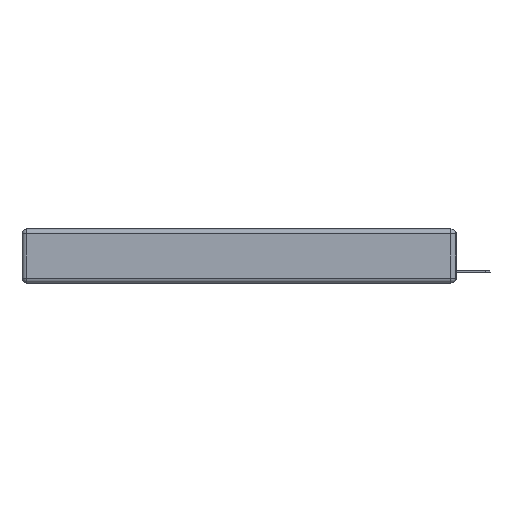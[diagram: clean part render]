
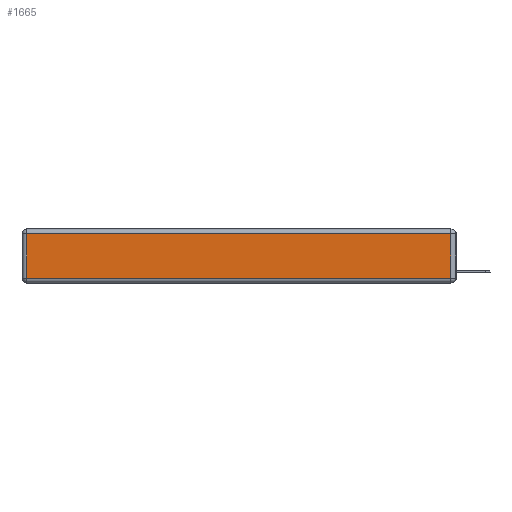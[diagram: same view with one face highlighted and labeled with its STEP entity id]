
A CAD part, left-side view. The second image highlights one B-rep face of the part: STEP entity #1665.
In plain terms, the highlighted planar face has unit normal (-1, 0, 0).
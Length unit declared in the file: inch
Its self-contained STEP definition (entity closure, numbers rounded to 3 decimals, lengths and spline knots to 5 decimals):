
#74 = DIRECTION ( 'NONE',  ( -1., 0., 0. ) ) ;
#217 = VECTOR ( 'NONE', #2323, 39.37008 ) ;
#1313 = DIRECTION ( 'NONE',  ( 0., -1., 0. ) ) ;
#1599 = DIRECTION ( 'NONE',  ( 0., 1., 0. ) ) ;
#1665 = ADVANCED_FACE ( 'NONE', ( #13944 ), #2939, .T. ) ;
#1793 = ORIENTED_EDGE ( 'NONE', *, *, #5070, .T. ) ;
#2323 = DIRECTION ( 'NONE',  ( 0., 0., -1. ) ) ;
#2690 = LINE ( 'NONE', #8334, #5132 ) ;
#2939 = PLANE ( 'NONE',  #5974 ) ;
#3856 = VERTEX_POINT ( 'NONE', #5838 ) ;
#4261 = VERTEX_POINT ( 'NONE', #12033 ) ;
#4288 = EDGE_CURVE ( 'NONE', #4261, #3856, #14896, .T. ) ;
#5070 = EDGE_CURVE ( 'NONE', #16655, #6354, #10959, .T. ) ;
#5124 = DIRECTION ( 'NONE',  ( 0., 0., 1. ) ) ;
#5132 = VECTOR ( 'NONE', #1599, 39.37008 ) ;
#5525 = CARTESIAN_POINT ( 'NONE',  ( 0., 0., -0.343 ) ) ;
#5838 = CARTESIAN_POINT ( 'NONE',  ( 0., 2.72, -0.313 ) ) ;
#5974 = AXIS2_PLACEMENT_3D ( 'NONE', #5525, #74, #11178 ) ;
#6354 = VERTEX_POINT ( 'NONE', #7714 ) ;
#6504 = CARTESIAN_POINT ( 'NONE',  ( 0., 0.03, -0.343 ) ) ;
#7699 = CARTESIAN_POINT ( 'NONE',  ( 0., 0.03, -0.313 ) ) ;
#7714 = CARTESIAN_POINT ( 'NONE',  ( 0., 0.03, -0.03 ) ) ;
#8334 = CARTESIAN_POINT ( 'NONE',  ( 0., 2.75, -0.03 ) ) ;
#8460 = EDGE_LOOP ( 'NONE', ( #11232, #1793, #17819, #12698 ) ) ;
#8634 = VECTOR ( 'NONE', #1313, 39.37008 ) ;
#9347 = CARTESIAN_POINT ( 'NONE',  ( 0., 2.72, -0.343 ) ) ;
#9887 = EDGE_CURVE ( 'NONE', #3856, #16655, #16931, .T. ) ;
#10959 = LINE ( 'NONE', #6504, #13472 ) ;
#11178 = DIRECTION ( 'NONE',  ( 0., 0., 1. ) ) ;
#11232 = ORIENTED_EDGE ( 'NONE', *, *, #9887, .T. ) ;
#12033 = CARTESIAN_POINT ( 'NONE',  ( 0., 2.72, -0.03 ) ) ;
#12698 = ORIENTED_EDGE ( 'NONE', *, *, #4288, .T. ) ;
#13472 = VECTOR ( 'NONE', #5124, 39.37008 ) ;
#13705 = CARTESIAN_POINT ( 'NONE',  ( 0., 0., -0.313 ) ) ;
#13944 = FACE_OUTER_BOUND ( 'NONE', #8460, .T. ) ;
#14460 = EDGE_CURVE ( 'NONE', #6354, #4261, #2690, .T. ) ;
#14896 = LINE ( 'NONE', #9347, #217 ) ;
#16655 = VERTEX_POINT ( 'NONE', #7699 ) ;
#16931 = LINE ( 'NONE', #13705, #8634 ) ;
#17819 = ORIENTED_EDGE ( 'NONE', *, *, #14460, .T. ) ;
